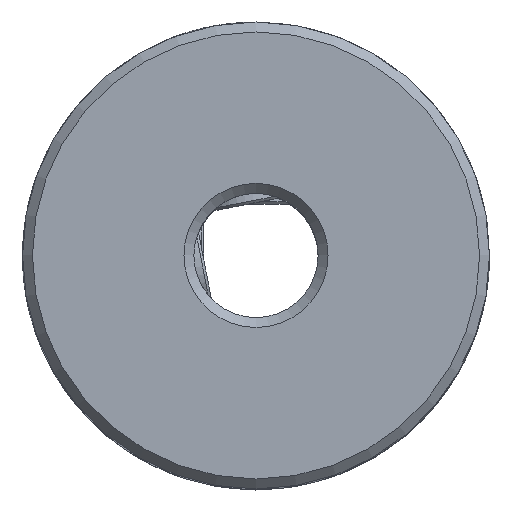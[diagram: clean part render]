
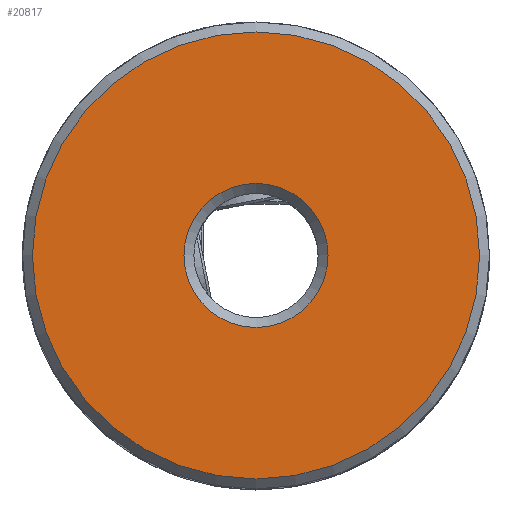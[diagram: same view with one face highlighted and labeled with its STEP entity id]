
A CAD part, top view. The second image highlights one B-rep face of the part: STEP entity #20817.
In plain terms, the highlighted planar face has unit normal (0, 0, 1).
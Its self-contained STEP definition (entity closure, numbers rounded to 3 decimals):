
#2804 = CONICAL_SURFACE('',#2805,9.4,0.785);
#2805 = AXIS2_PLACEMENT_3D('',#2806,#2807,#2808);
#2806 = CARTESIAN_POINT('',(0.,0.,24.3));
#2807 = DIRECTION('',(-0.,-0.,-1.));
#2808 = DIRECTION('',(1.,0.,0.));
#3306 = VERTEX_POINT('',#3307);
#3307 = CARTESIAN_POINT('',(9.,0.,24.7));
#3328 = EDGE_CURVE('',#3306,#3306,#3329,.T.);
#3329 = SURFACE_CURVE('',#3330,(#3335,#3342),.PCURVE_S1.);
#3330 = CIRCLE('',#3331,9.);
#3331 = AXIS2_PLACEMENT_3D('',#3332,#3333,#3334);
#3332 = CARTESIAN_POINT('',(0.,0.,24.7));
#3333 = DIRECTION('',(0.,0.,1.));
#3334 = DIRECTION('',(1.,0.,0.));
#3335 = PCURVE('',#2804,#3336);
#3336 = DEFINITIONAL_REPRESENTATION('',(#3337),#3341);
#3337 = LINE('',#3338,#3339);
#3338 = CARTESIAN_POINT('',(-0.,-0.4));
#3339 = VECTOR('',#3340,1.);
#3340 = DIRECTION('',(-1.,-0.));
#3341 = ( GEOMETRIC_REPRESENTATION_CONTEXT(2) 
PARAMETRIC_REPRESENTATION_CONTEXT() REPRESENTATION_CONTEXT('2D SPACE',''
  ) );
#3342 = PCURVE('',#3343,#3348);
#3343 = PLANE('',#3344);
#3344 = AXIS2_PLACEMENT_3D('',#3345,#3346,#3347);
#3345 = CARTESIAN_POINT('',(0.,0.,24.7));
#3346 = DIRECTION('',(0.,0.,1.));
#3347 = DIRECTION('',(1.,0.,0.));
#3348 = DEFINITIONAL_REPRESENTATION('',(#3349),#3353);
#3349 = CIRCLE('',#3350,9.);
#3350 = AXIS2_PLACEMENT_2D('',#3351,#3352);
#3351 = CARTESIAN_POINT('',(0.,0.));
#3352 = DIRECTION('',(1.,0.));
#3353 = ( GEOMETRIC_REPRESENTATION_CONTEXT(2) 
PARAMETRIC_REPRESENTATION_CONTEXT() REPRESENTATION_CONTEXT('2D SPACE',''
  ) );
#20817 = ADVANCED_FACE('',(#20818,#20821),#3343,.T.);
#20818 = FACE_BOUND('',#20819,.T.);
#20819 = EDGE_LOOP('',(#20820));
#20820 = ORIENTED_EDGE('',*,*,#3328,.T.);
#20821 = FACE_BOUND('',#20822,.T.);
#20822 = EDGE_LOOP('',(#20823));
#20823 = ORIENTED_EDGE('',*,*,#20824,.F.);
#20824 = EDGE_CURVE('',#20825,#20825,#20827,.T.);
#20825 = VERTEX_POINT('',#20826);
#20826 = CARTESIAN_POINT('',(2.9,0.,24.7));
#20827 = SURFACE_CURVE('',#20828,(#20833,#20840),.PCURVE_S1.);
#20828 = CIRCLE('',#20829,2.9);
#20829 = AXIS2_PLACEMENT_3D('',#20830,#20831,#20832);
#20830 = CARTESIAN_POINT('',(0.,0.,24.7));
#20831 = DIRECTION('',(0.,0.,1.));
#20832 = DIRECTION('',(1.,0.,0.));
#20833 = PCURVE('',#3343,#20834);
#20834 = DEFINITIONAL_REPRESENTATION('',(#20835),#20839);
#20835 = CIRCLE('',#20836,2.9);
#20836 = AXIS2_PLACEMENT_2D('',#20837,#20838);
#20837 = CARTESIAN_POINT('',(0.,0.));
#20838 = DIRECTION('',(1.,0.));
#20839 = ( GEOMETRIC_REPRESENTATION_CONTEXT(2) 
PARAMETRIC_REPRESENTATION_CONTEXT() REPRESENTATION_CONTEXT('2D SPACE',''
  ) );
#20840 = PCURVE('',#20841,#20846);
#20841 = CONICAL_SURFACE('',#20842,2.5,0.785);
#20842 = AXIS2_PLACEMENT_3D('',#20843,#20844,#20845);
#20843 = CARTESIAN_POINT('',(0.,0.,24.3));
#20844 = DIRECTION('',(0.,0.,1.));
#20845 = DIRECTION('',(1.,0.,0.));
#20846 = DEFINITIONAL_REPRESENTATION('',(#20847),#20851);
#20847 = LINE('',#20848,#20849);
#20848 = CARTESIAN_POINT('',(-0.,0.4));
#20849 = VECTOR('',#20850,1.);
#20850 = DIRECTION('',(1.,-0.));
#20851 = ( GEOMETRIC_REPRESENTATION_CONTEXT(2) 
PARAMETRIC_REPRESENTATION_CONTEXT() REPRESENTATION_CONTEXT('2D SPACE',''
  ) );
